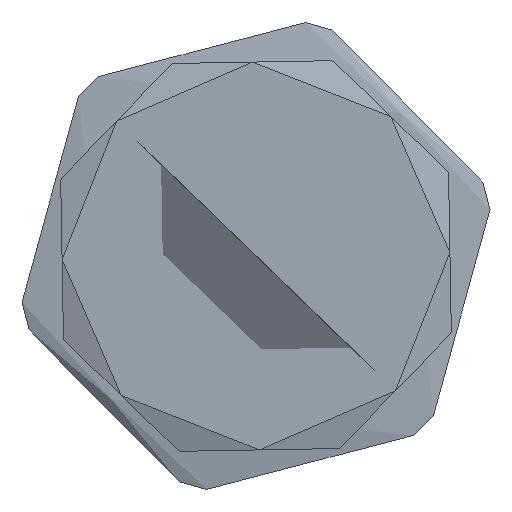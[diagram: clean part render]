
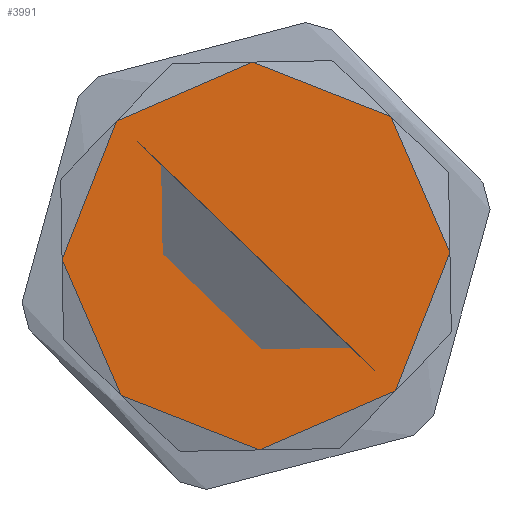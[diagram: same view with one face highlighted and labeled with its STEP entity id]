
A CAD part, left-side view. The second image highlights one B-rep face of the part: STEP entity #3991.
In plain terms, the highlighted free-form (B-spline) face has degree [1, 1] with [2, 2] control points.
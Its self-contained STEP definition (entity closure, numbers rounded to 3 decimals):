
#2998 = VERTEX_POINT('',#2999);
#2999 = CARTESIAN_POINT('',(-17.678,22.,17.678));
#3052 = VERTEX_POINT('',#3053);
#3053 = CARTESIAN_POINT('',(17.678,22.,-17.678));
#3091 = VERTEX_POINT('',#3092);
#3092 = CARTESIAN_POINT('',(17.678,22.,17.678));
#3160 = VERTEX_POINT('',#3161);
#3161 = CARTESIAN_POINT('',(-25.,22.,0.));
#3199 = VERTEX_POINT('',#3200);
#3200 = CARTESIAN_POINT('',(0.,22.,25.));
#3253 = VERTEX_POINT('',#3254);
#3254 = CARTESIAN_POINT('',(25.,22.,0.));
#3307 = VERTEX_POINT('',#3308);
#3308 = CARTESIAN_POINT('',(-17.678,22.,-17.678));
#3361 = VERTEX_POINT('',#3362);
#3362 = CARTESIAN_POINT('',(0.,22.,-25.));
#3420 = EDGE_CURVE('',#3361,#3307,#3421,.T.);
#3421 = ( BOUNDED_CURVE() B_SPLINE_CURVE(2,(#3422,#3423,#3424),
.UNSPECIFIED.,.F.,.F.) B_SPLINE_CURVE_WITH_KNOTS((3,3),(4.712,
5.498),.PIECEWISE_BEZIER_KNOTS.) CURVE() 
GEOMETRIC_REPRESENTATION_ITEM() RATIONAL_B_SPLINE_CURVE((1.,
0.924,1.)) REPRESENTATION_ITEM('') );
#3422 = CARTESIAN_POINT('',(0.,22.,-25.));
#3423 = CARTESIAN_POINT('',(-10.355,22.,-25.));
#3424 = CARTESIAN_POINT('',(-17.678,22.,-17.678));
#3437 = EDGE_CURVE('',#3052,#3361,#3438,.T.);
#3438 = ( BOUNDED_CURVE() B_SPLINE_CURVE(2,(#3439,#3440,#3441),
.UNSPECIFIED.,.F.,.F.) B_SPLINE_CURVE_WITH_KNOTS((3,3),(3.927,
4.712),.PIECEWISE_BEZIER_KNOTS.) CURVE() 
GEOMETRIC_REPRESENTATION_ITEM() RATIONAL_B_SPLINE_CURVE((1.,
0.924,1.)) REPRESENTATION_ITEM('') );
#3439 = CARTESIAN_POINT('',(17.678,22.,-17.678));
#3440 = CARTESIAN_POINT('',(10.355,22.,-25.));
#3441 = CARTESIAN_POINT('',(0.,22.,-25.));
#3461 = EDGE_CURVE('',#2998,#3199,#3462,.T.);
#3462 = ( BOUNDED_CURVE() B_SPLINE_CURVE(2,(#3463,#3464,#3465),
.UNSPECIFIED.,.F.,.F.) B_SPLINE_CURVE_WITH_KNOTS((3,3),(0.785,
1.571),.PIECEWISE_BEZIER_KNOTS.) CURVE() 
GEOMETRIC_REPRESENTATION_ITEM() RATIONAL_B_SPLINE_CURVE((1.,
0.924,1.)) REPRESENTATION_ITEM('') );
#3463 = CARTESIAN_POINT('',(-17.678,22.,17.678));
#3464 = CARTESIAN_POINT('',(-10.355,22.,25.));
#3465 = CARTESIAN_POINT('',(0.,22.,25.));
#3492 = EDGE_CURVE('',#3307,#3160,#3493,.T.);
#3493 = ( BOUNDED_CURVE() B_SPLINE_CURVE(2,(#3494,#3495,#3496),
.UNSPECIFIED.,.F.,.F.) B_SPLINE_CURVE_WITH_KNOTS((3,3),(5.498,
6.283),.PIECEWISE_BEZIER_KNOTS.) CURVE() 
GEOMETRIC_REPRESENTATION_ITEM() RATIONAL_B_SPLINE_CURVE((1.,
0.924,1.)) REPRESENTATION_ITEM('') );
#3494 = CARTESIAN_POINT('',(-17.678,22.,-17.678));
#3495 = CARTESIAN_POINT('',(-25.,22.,-10.355));
#3496 = CARTESIAN_POINT('',(-25.,22.,0.));
#3516 = EDGE_CURVE('',#3199,#3091,#3517,.T.);
#3517 = ( BOUNDED_CURVE() B_SPLINE_CURVE(2,(#3518,#3519,#3520),
.UNSPECIFIED.,.F.,.F.) B_SPLINE_CURVE_WITH_KNOTS((3,3),(1.571,
2.356),.PIECEWISE_BEZIER_KNOTS.) CURVE() 
GEOMETRIC_REPRESENTATION_ITEM() RATIONAL_B_SPLINE_CURVE((1.,
0.924,1.)) REPRESENTATION_ITEM('') );
#3518 = CARTESIAN_POINT('',(0.,22.,25.));
#3519 = CARTESIAN_POINT('',(10.355,22.,25.));
#3520 = CARTESIAN_POINT('',(17.678,22.,17.678));
#3533 = EDGE_CURVE('',#3091,#3253,#3534,.T.);
#3534 = ( BOUNDED_CURVE() B_SPLINE_CURVE(2,(#3535,#3536,#3537),
.UNSPECIFIED.,.F.,.F.) B_SPLINE_CURVE_WITH_KNOTS((3,3),(2.356,
3.142),.PIECEWISE_BEZIER_KNOTS.) CURVE() 
GEOMETRIC_REPRESENTATION_ITEM() RATIONAL_B_SPLINE_CURVE((1.,
0.924,1.)) REPRESENTATION_ITEM('') );
#3535 = CARTESIAN_POINT('',(17.678,22.,17.678));
#3536 = CARTESIAN_POINT('',(25.,22.,10.355));
#3537 = CARTESIAN_POINT('',(25.,22.,0.));
#3564 = EDGE_CURVE('',#3253,#3052,#3565,.T.);
#3565 = ( BOUNDED_CURVE() B_SPLINE_CURVE(2,(#3566,#3567,#3568),
.UNSPECIFIED.,.F.,.F.) B_SPLINE_CURVE_WITH_KNOTS((3,3),(3.142,
3.927),.PIECEWISE_BEZIER_KNOTS.) CURVE() 
GEOMETRIC_REPRESENTATION_ITEM() RATIONAL_B_SPLINE_CURVE((1.,
0.924,1.)) REPRESENTATION_ITEM('') );
#3566 = CARTESIAN_POINT('',(25.,22.,0.));
#3567 = CARTESIAN_POINT('',(25.,22.,-10.355));
#3568 = CARTESIAN_POINT('',(17.678,22.,-17.678));
#3945 = EDGE_CURVE('',#3946,#3948,#3950,.T.);
#3946 = VERTEX_POINT('',#3947);
#3947 = CARTESIAN_POINT('',(-21.246,22.,0.));
#3948 = VERTEX_POINT('',#3949);
#3949 = CARTESIAN_POINT('',(21.246,22.,0.));
#3950 = ( BOUNDED_CURVE() B_SPLINE_CURVE(2,(#3951,#3952,#3953,#3954,
#3955),.UNSPECIFIED.,.F.,.F.) B_SPLINE_CURVE_WITH_KNOTS((3,2,3),(0.,
1.571,3.142),.UNSPECIFIED.) CURVE() 
GEOMETRIC_REPRESENTATION_ITEM() RATIONAL_B_SPLINE_CURVE((1.,
0.707,1.,0.707,1.)) REPRESENTATION_ITEM('') );
#3951 = CARTESIAN_POINT('',(-21.246,22.,0.));
#3952 = CARTESIAN_POINT('',(-21.246,22.,21.246));
#3953 = CARTESIAN_POINT('',(0.,22.,21.246));
#3954 = CARTESIAN_POINT('',(21.246,22.,21.246));
#3955 = CARTESIAN_POINT('',(21.246,22.,0.));
#3957 = EDGE_CURVE('',#3948,#3946,#3958,.T.);
#3958 = ( BOUNDED_CURVE() B_SPLINE_CURVE(2,(#3959,#3960,#3961,#3962,
#3963),.UNSPECIFIED.,.F.,.F.) B_SPLINE_CURVE_WITH_KNOTS((3,2,3),(
    3.142,4.712,6.283),
.PIECEWISE_BEZIER_KNOTS.) CURVE() GEOMETRIC_REPRESENTATION_ITEM() 
RATIONAL_B_SPLINE_CURVE((1.,0.707,1.,0.707,1.)) 
REPRESENTATION_ITEM('') );
#3959 = CARTESIAN_POINT('',(21.246,22.,0.));
#3960 = CARTESIAN_POINT('',(21.246,22.,-21.246));
#3961 = CARTESIAN_POINT('',(0.,22.,-21.246));
#3962 = CARTESIAN_POINT('',(-21.246,22.,-21.246));
#3963 = CARTESIAN_POINT('',(-21.246,22.,0.));
#3991 = ADVANCED_FACE('',(#3992,#4007),#4011,.T.);
#3992 = FACE_BOUND('',#3993,.T.);
#3993 = EDGE_LOOP('',(#3994,#4000,#4001,#4002,#4003,#4004,#4005,#4006));
#3994 = ORIENTED_EDGE('',*,*,#3995,.F.);
#3995 = EDGE_CURVE('',#3160,#2998,#3996,.T.);
#3996 = ( BOUNDED_CURVE() B_SPLINE_CURVE(2,(#3997,#3998,#3999),
.UNSPECIFIED.,.F.,.F.) B_SPLINE_CURVE_WITH_KNOTS((3,3),(0.,
0.785),.PIECEWISE_BEZIER_KNOTS.) CURVE() 
GEOMETRIC_REPRESENTATION_ITEM() RATIONAL_B_SPLINE_CURVE((1.,
0.924,1.)) REPRESENTATION_ITEM('') );
#3997 = CARTESIAN_POINT('',(-25.,22.,0.));
#3998 = CARTESIAN_POINT('',(-25.,22.,10.355));
#3999 = CARTESIAN_POINT('',(-17.678,22.,17.678));
#4000 = ORIENTED_EDGE('',*,*,#3492,.F.);
#4001 = ORIENTED_EDGE('',*,*,#3420,.F.);
#4002 = ORIENTED_EDGE('',*,*,#3437,.F.);
#4003 = ORIENTED_EDGE('',*,*,#3564,.F.);
#4004 = ORIENTED_EDGE('',*,*,#3533,.F.);
#4005 = ORIENTED_EDGE('',*,*,#3516,.F.);
#4006 = ORIENTED_EDGE('',*,*,#3461,.F.);
#4007 = FACE_BOUND('',#4008,.T.);
#4008 = EDGE_LOOP('',(#4009,#4010));
#4009 = ORIENTED_EDGE('',*,*,#3945,.T.);
#4010 = ORIENTED_EDGE('',*,*,#3957,.T.);
#4011 = B_SPLINE_SURFACE_WITH_KNOTS('',1,1,(
    (#4012,#4013)
    ,(#4014,#4015
  )),.UNSPECIFIED.,.F.,.F.,.F.,(2,2),(2,2),(-2.501,2.501),(
    -0.189,4.813),.PIECEWISE_BEZIER_KNOTS.);
#4012 = CARTESIAN_POINT('',(-25.01,22.,25.01));
#4013 = CARTESIAN_POINT('',(25.01,22.,25.01));
#4014 = CARTESIAN_POINT('',(-25.01,22.,-25.01));
#4015 = CARTESIAN_POINT('',(25.01,22.,-25.01));
